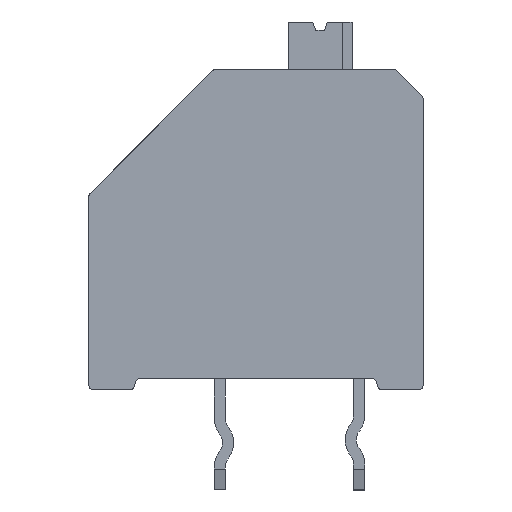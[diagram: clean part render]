
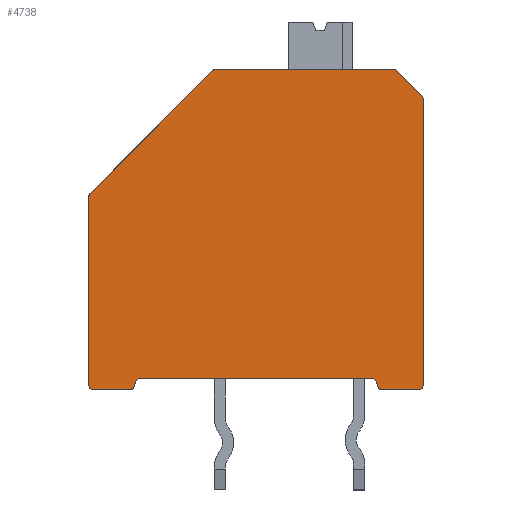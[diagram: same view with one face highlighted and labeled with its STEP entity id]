
A CAD part, front view. The second image highlights one B-rep face of the part: STEP entity #4738.
In plain terms, the highlighted planar face has unit normal (0, -1, 0).
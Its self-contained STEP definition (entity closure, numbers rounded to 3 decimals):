
#187=CIRCLE('',#5020,0.17);
#188=CIRCLE('',#5023,0.17);
#189=CIRCLE('',#5025,0.17);
#190=CIRCLE('',#5027,0.17);
#191=CIRCLE('',#5030,0.17);
#192=CIRCLE('',#5035,0.17);
#193=CIRCLE('',#5039,0.17);
#194=CIRCLE('',#5041,0.17);
#195=CIRCLE('',#5043,0.17);
#196=CIRCLE('',#5048,0.17);
#855=ORIENTED_EDGE('',*,*,#1560,.F.);
#856=ORIENTED_EDGE('',*,*,#1568,.T.);
#857=ORIENTED_EDGE('',*,*,#1578,.T.);
#858=ORIENTED_EDGE('',*,*,#1572,.F.);
#859=ORIENTED_EDGE('',*,*,#1598,.T.);
#860=ORIENTED_EDGE('',*,*,#1594,.F.);
#861=ORIENTED_EDGE('',*,*,#1596,.T.);
#862=ORIENTED_EDGE('',*,*,#1570,.T.);
#863=ORIENTED_EDGE('',*,*,#1566,.F.);
#864=ORIENTED_EDGE('',*,*,#1584,.T.);
#865=ORIENTED_EDGE('',*,*,#1589,.T.);
#866=ORIENTED_EDGE('',*,*,#1563,.T.);
#867=ORIENTED_EDGE('',*,*,#1575,.F.);
#868=ORIENTED_EDGE('',*,*,#1591,.T.);
#869=ORIENTED_EDGE('',*,*,#1601,.T.);
#870=ORIENTED_EDGE('',*,*,#1606,.T.);
#871=ORIENTED_EDGE('',*,*,#1586,.F.);
#872=ORIENTED_EDGE('',*,*,#1592,.T.);
#873=ORIENTED_EDGE('',*,*,#1582,.T.);
#874=ORIENTED_EDGE('',*,*,#1577,.T.);
#1560=EDGE_CURVE('',#1983,#1982,#2291,.T.);
#1563=EDGE_CURVE('',#1984,#1985,#187,.T.);
#1566=EDGE_CURVE('',#1987,#1986,#2296,.T.);
#1568=EDGE_CURVE('',#1983,#1988,#188,.T.);
#1570=EDGE_CURVE('',#1989,#1986,#189,.T.);
#1572=EDGE_CURVE('',#1990,#1991,#190,.T.);
#1575=EDGE_CURVE('',#1992,#1985,#2302,.T.);
#1577=EDGE_CURVE('',#1993,#1982,#191,.T.);
#1578=EDGE_CURVE('',#1988,#1991,#2304,.T.);
#1582=EDGE_CURVE('',#1994,#1993,#2308,.T.);
#1584=EDGE_CURVE('',#1987,#1995,#192,.T.);
#1586=EDGE_CURVE('',#1996,#1997,#2311,.T.);
#1589=EDGE_CURVE('',#1995,#1984,#2314,.T.);
#1591=EDGE_CURVE('',#1992,#1999,#193,.T.);
#1592=EDGE_CURVE('',#1996,#1994,#194,.T.);
#1594=EDGE_CURVE('',#2000,#2001,#195,.T.);
#1596=EDGE_CURVE('',#2000,#1989,#2318,.T.);
#1598=EDGE_CURVE('',#1990,#2001,#2320,.T.);
#1601=EDGE_CURVE('',#1999,#2003,#2323,.T.);
#1606=EDGE_CURVE('',#2003,#1997,#196,.T.);
#1982=VERTEX_POINT('',#6807);
#1983=VERTEX_POINT('',#6809);
#1984=VERTEX_POINT('',#6813);
#1985=VERTEX_POINT('',#6815);
#1986=VERTEX_POINT('',#6819);
#1987=VERTEX_POINT('',#6821);
#1988=VERTEX_POINT('',#6825);
#1989=VERTEX_POINT('',#6829);
#1990=VERTEX_POINT('',#6833);
#1991=VERTEX_POINT('',#6835);
#1992=VERTEX_POINT('',#6839);
#1993=VERTEX_POINT('',#6843);
#1994=VERTEX_POINT('',#6852);
#1995=VERTEX_POINT('',#6856);
#1996=VERTEX_POINT('',#6860);
#1997=VERTEX_POINT('',#6862);
#1999=VERTEX_POINT('',#6870);
#2000=VERTEX_POINT('',#6876);
#2001=VERTEX_POINT('',#6878);
#2003=VERTEX_POINT('',#6889);
#2291=LINE('',#6810,#2625);
#2296=LINE('',#6822,#2630);
#2302=LINE('',#6840,#2636);
#2304=LINE('',#6846,#2638);
#2308=LINE('',#6853,#2642);
#2311=LINE('',#6861,#2645);
#2314=LINE('',#6867,#2648);
#2318=LINE('',#6881,#2652);
#2320=LINE('',#6884,#2654);
#2323=LINE('',#6890,#2657);
#2625=VECTOR('',#5732,1000.);
#2630=VECTOR('',#5743,1000.);
#2636=VECTOR('',#5763,1000.);
#2638=VECTOR('',#5771,1000.);
#2642=VECTOR('',#5779,1000.);
#2645=VECTOR('',#5788,1000.);
#2648=VECTOR('',#5793,1000.);
#2652=VECTOR('',#5811,1000.);
#2654=VECTOR('',#5815,1000.);
#2657=VECTOR('',#5820,1000.);
#2915=EDGE_LOOP('',(#855,#856,#857,#858,#859,#860,#861,#862,#863,#864,#865,
#866,#867,#868,#869,#870,#871,#872,#873,#874));
#3117=FACE_BOUND('',#2915,.T.);
#3257=PLANE('',#5047);
#4738=ADVANCED_FACE('',(#3117),#3257,.T.);
#5020=AXIS2_PLACEMENT_3D('',#6816,#5737,#5738);
#5023=AXIS2_PLACEMENT_3D('',#6826,#5747,#5748);
#5025=AXIS2_PLACEMENT_3D('',#6830,#5752,#5753);
#5027=AXIS2_PLACEMENT_3D('',#6834,#5757,#5758);
#5030=AXIS2_PLACEMENT_3D('',#6844,#5767,#5768);
#5035=AXIS2_PLACEMENT_3D('',#6857,#5783,#5784);
#5039=AXIS2_PLACEMENT_3D('',#6871,#5797,#5798);
#5041=AXIS2_PLACEMENT_3D('',#6873,#5801,#5802);
#5043=AXIS2_PLACEMENT_3D('',#6877,#5806,#5807);
#5047=AXIS2_PLACEMENT_3D('',#6897,#5825,#5826);
#5048=AXIS2_PLACEMENT_3D('',#6898,#5827,#5828);
#5732=DIRECTION('',(-1.,0.,0.));
#5737=DIRECTION('',(0.,-1.,0.));
#5738=DIRECTION('',(0.,0.,-1.));
#5743=DIRECTION('',(-1.,0.,0.));
#5747=DIRECTION('',(0.,-1.,0.));
#5748=DIRECTION('',(0.,0.,-1.));
#5752=DIRECTION('',(0.,-1.,0.));
#5753=DIRECTION('',(0.,0.,-1.));
#5757=DIRECTION('',(0.,-1.,0.));
#5758=DIRECTION('',(0.,0.,-1.));
#5763=DIRECTION('',(0.707,0.,-0.707));
#5767=DIRECTION('',(0.,-1.,0.));
#5768=DIRECTION('',(0.,0.,-1.));
#5771=DIRECTION('',(0.259,0.,0.966));
#5779=DIRECTION('',(0.,0.,-1.));
#5783=DIRECTION('',(0.,-1.,0.));
#5784=DIRECTION('',(0.,0.,-1.));
#5788=DIRECTION('',(0.707,0.,0.707));
#5793=DIRECTION('',(0.,0.,1.));
#5797=DIRECTION('',(0.,-1.,0.));
#5798=DIRECTION('',(0.,0.,-1.));
#5801=DIRECTION('',(0.,-1.,0.));
#5802=DIRECTION('',(0.,0.,-1.));
#5806=DIRECTION('',(0.,-1.,0.));
#5807=DIRECTION('',(0.,0.,-1.));
#5811=DIRECTION('',(0.259,0.,-0.966));
#5815=DIRECTION('',(1.,0.,0.));
#5820=DIRECTION('',(-1.,0.,0.));
#5825=DIRECTION('',(0.,-1.,0.));
#5826=DIRECTION('',(0.,0.,-1.));
#5827=DIRECTION('',(0.,-1.,0.));
#5828=DIRECTION('',(0.,0.,-1.));
#6807=CARTESIAN_POINT('',(0.17,-5.31,-0.17));
#6809=CARTESIAN_POINT('',(1.47,-5.31,-0.17));
#6810=CARTESIAN_POINT('',(6.,-5.31,-0.17));
#6813=CARTESIAN_POINT('',(12.,-5.31,10.26));
#6815=CARTESIAN_POINT('',(11.95,-5.31,10.38));
#6816=CARTESIAN_POINT('',(11.83,-5.31,10.26));
#6819=CARTESIAN_POINT('',(10.53,-5.31,-0.17));
#6821=CARTESIAN_POINT('',(11.83,-5.31,-0.17));
#6822=CARTESIAN_POINT('',(6.,-5.31,-0.17));
#6825=CARTESIAN_POINT('',(1.634,-5.31,-0.044));
#6826=CARTESIAN_POINT('',(1.47,-5.31,0.));
#6829=CARTESIAN_POINT('',(10.366,-5.31,-0.044));
#6830=CARTESIAN_POINT('',(10.53,-5.31,0.));
#6833=CARTESIAN_POINT('',(1.838,-5.31,0.23));
#6834=CARTESIAN_POINT('',(1.838,-5.31,0.06));
#6835=CARTESIAN_POINT('',(1.673,-5.31,0.104));
#6839=CARTESIAN_POINT('',(11.05,-5.31,11.28));
#6840=CARTESIAN_POINT('',(11.5,-5.31,10.83));
#6843=CARTESIAN_POINT('',(0.,-5.31,0.));
#6844=CARTESIAN_POINT('',(0.17,-5.31,0.));
#6846=CARTESIAN_POINT('',(1.707,-5.31,0.23));
#6852=CARTESIAN_POINT('',(0.,-5.31,6.76));
#6853=CARTESIAN_POINT('',(0.,-5.31,13.03));
#6856=CARTESIAN_POINT('',(12.,-5.31,0.));
#6857=CARTESIAN_POINT('',(11.83,-5.31,0.));
#6860=CARTESIAN_POINT('',(0.05,-5.31,6.88));
#6861=CARTESIAN_POINT('',(1.847,-5.31,8.677));
#6862=CARTESIAN_POINT('',(4.45,-5.31,11.28));
#6867=CARTESIAN_POINT('',(12.,-5.31,-3.77));
#6870=CARTESIAN_POINT('',(10.93,-5.31,11.33));
#6871=CARTESIAN_POINT('',(10.93,-5.31,11.16));
#6873=CARTESIAN_POINT('',(0.17,-5.31,6.76));
#6876=CARTESIAN_POINT('',(10.327,-5.31,0.104));
#6877=CARTESIAN_POINT('',(10.162,-5.31,0.06));
#6878=CARTESIAN_POINT('',(10.162,-5.31,0.23));
#6881=CARTESIAN_POINT('',(10.774,-5.31,-1.566));
#6884=CARTESIAN_POINT('',(10.493,-5.31,0.23));
#6889=CARTESIAN_POINT('',(4.57,-5.31,11.33));
#6890=CARTESIAN_POINT('',(12.,-5.31,11.33));
#6897=CARTESIAN_POINT('',(0.,-5.31,0.));
#6898=CARTESIAN_POINT('',(4.57,-5.31,11.16));
